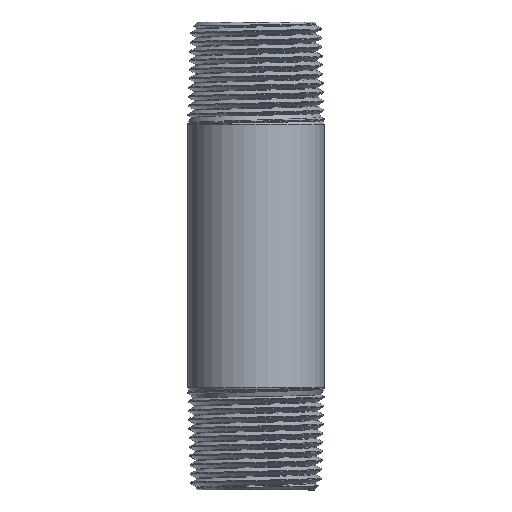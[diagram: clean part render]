
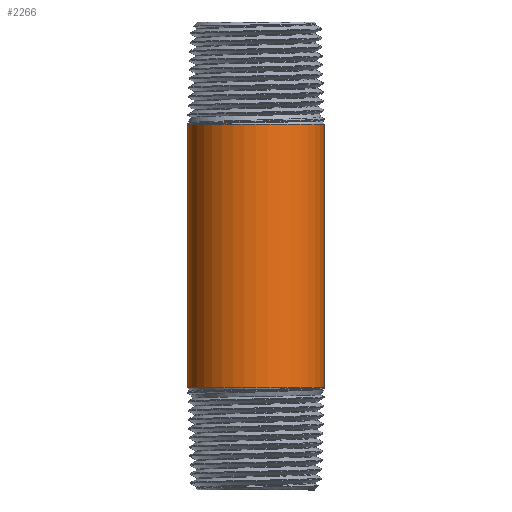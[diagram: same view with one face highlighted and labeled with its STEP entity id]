
A CAD part, front view. The second image highlights one B-rep face of the part: STEP entity #2266.
In plain terms, the highlighted cylindrical face has radius 16.701 mm (diameter 33.401 mm), a partial arc.
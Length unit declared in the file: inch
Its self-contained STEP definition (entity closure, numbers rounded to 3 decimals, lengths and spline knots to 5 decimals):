
#974 = CARTESIAN_POINT ( 'NONE',  ( 0., 0., 1.2655 ) ) ;
#985 = DIRECTION ( 'NONE',  ( 0., 0., -1. ) ) ;
#990 = DIRECTION ( 'NONE',  ( -1., 0., 0. ) ) ;
#2261 = EDGE_LOOP ( 'NONE', ( #10457, #10466, #2349, #2345 ) ) ;
#2262 = EDGE_CURVE ( 'NONE', #3130, #3152, #4258, .T. ) ;
#2266 = ADVANCED_FACE ( 'NONE', ( #4588 ), #4587, .T. ) ;
#2345 = ORIENTED_EDGE ( 'NONE', *, *, #2262, .T. ) ;
#2349 = ORIENTED_EDGE ( 'NONE', *, *, #3193, .T. ) ;
#3130 = VERTEX_POINT ( 'NONE', #5264 ) ;
#3152 = VERTEX_POINT ( 'NONE', #5396 ) ;
#3167 = EDGE_CURVE ( 'NONE', #10748, #3152, #5420, .T. ) ;
#3193 = EDGE_CURVE ( 'NONE', #10787, #3130, #5515, .T. ) ;
#4257 = AXIS2_PLACEMENT_3D ( 'NONE', #974, #985, #990 ) ;
#4258 = CIRCLE ( 'NONE', #4257, 0.6575 ) ;
#4582 = DIRECTION ( 'NONE',  ( 1., 0., 0. ) ) ;
#4583 = DIRECTION ( 'NONE',  ( 0., 0., 1. ) ) ;
#4584 = AXIS2_PLACEMENT_3D ( 'NONE', #4586, #4583, #4582 ) ;
#4586 = CARTESIAN_POINT ( 'NONE',  ( 0., 0., -19685.03937 ) ) ;
#4587 = CYLINDRICAL_SURFACE ( 'NONE', #4584, 0.6575 ) ;
#4588 = FACE_OUTER_BOUND ( 'NONE', #2261, .T. ) ;
#5264 = CARTESIAN_POINT ( 'NONE',  ( 0.6575, 0., 1.2655 ) ) ;
#5396 = CARTESIAN_POINT ( 'NONE',  ( -0.6575, -0.00006, 1.2655 ) ) ;
#5417 = DIRECTION ( 'NONE',  ( 0., 0., 1. ) ) ;
#5418 = VECTOR ( 'NONE', #5417, 39.37008 ) ;
#5419 = CARTESIAN_POINT ( 'NONE',  ( -0.6575, 0., -19685.03937 ) ) ;
#5420 = LINE ( 'NONE', #5419, #5418 ) ;
#5512 = DIRECTION ( 'NONE',  ( 0., 0., 1. ) ) ;
#5513 = VECTOR ( 'NONE', #5512, 39.37008 ) ;
#5514 = CARTESIAN_POINT ( 'NONE',  ( 0.6575, 0., -19685.03937 ) ) ;
#5515 = LINE ( 'NONE', #5514, #5513 ) ;
#6470 = DIRECTION ( 'NONE',  ( -1., 0., 0. ) ) ;
#6471 = DIRECTION ( 'NONE',  ( 0., 0., 1. ) ) ;
#6472 = CARTESIAN_POINT ( 'NONE',  ( 0., 0., -1.2655 ) ) ;
#6473 = AXIS2_PLACEMENT_3D ( 'NONE', #6472, #6471, #6470 ) ;
#6474 = CIRCLE ( 'NONE', #6473, 0.6575 ) ;
#7524 = CARTESIAN_POINT ( 'NONE',  ( -0.6575, 0., -1.2655 ) ) ;
#7791 = CARTESIAN_POINT ( 'NONE',  ( 0.6575, -0.00004, -1.2655 ) ) ;
#10457 = ORIENTED_EDGE ( 'NONE', *, *, #3167, .F. ) ;
#10466 = ORIENTED_EDGE ( 'NONE', *, *, #10547, .T. ) ;
#10547 = EDGE_CURVE ( 'NONE', #10748, #10787, #6474, .T. ) ;
#10748 = VERTEX_POINT ( 'NONE', #7524 ) ;
#10787 = VERTEX_POINT ( 'NONE', #7791 ) ;
